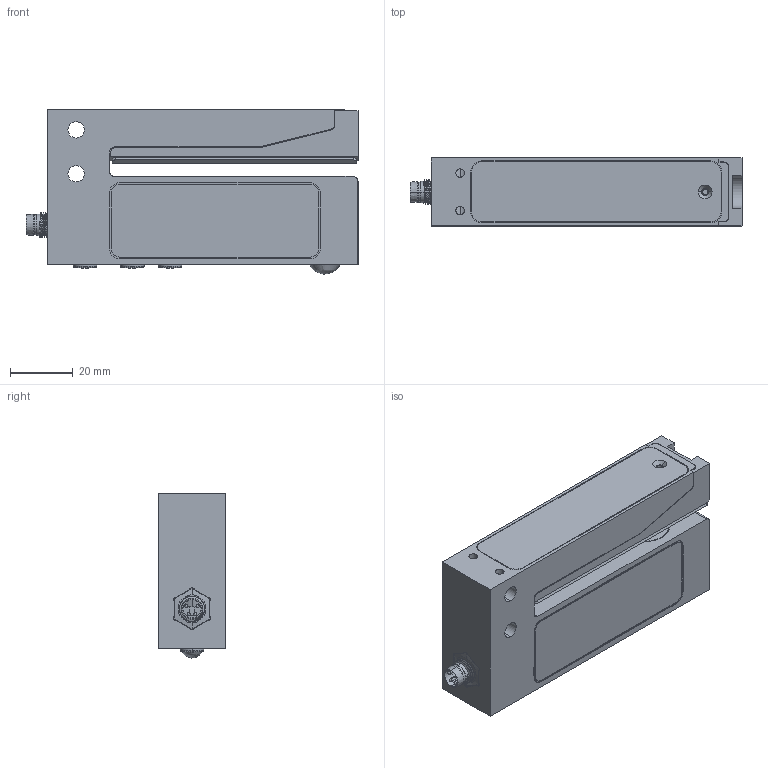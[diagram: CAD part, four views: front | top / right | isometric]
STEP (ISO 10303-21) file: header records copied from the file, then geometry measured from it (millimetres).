
FILE_DESCRIPTION (( 'STEP AP203' ), '1' );
FILE_NAME ('CLSC-1M8.STEP', '2019-10-24T10:15:26', ( 'USER' ), ( '' ), 'SwSTEP 2.0', 'SolidWorks 2019', '' );
FILE_SCHEMA (( 'CONFIG_CONTROL_DESIGN' ));
Length unit declared in the file: inch
Products named in the file (1): CLSC-1M8
Bounding box: 105.7 x 21.59 x 52.28 mm (x, y, z)
Surface area: 29713.4 mm2 (no closed solid volume)
Topology: 0 solids, 18 shells, 281 faces, 891 edges, 623 vertices
Faces by surface type: cylinder 115, plane 115, cone 26, sphere 10, torus 8, bspline 7
Entity records: 13168 total; most frequent: CARTESIAN_POINT 5386, DIRECTION 1633, ORIENTED_EDGE 1471, EDGE_CURVE 875, VERTEX_POINT 615, AXIS2_PLACEMENT_3D 588, VECTOR 457, LINE 457
